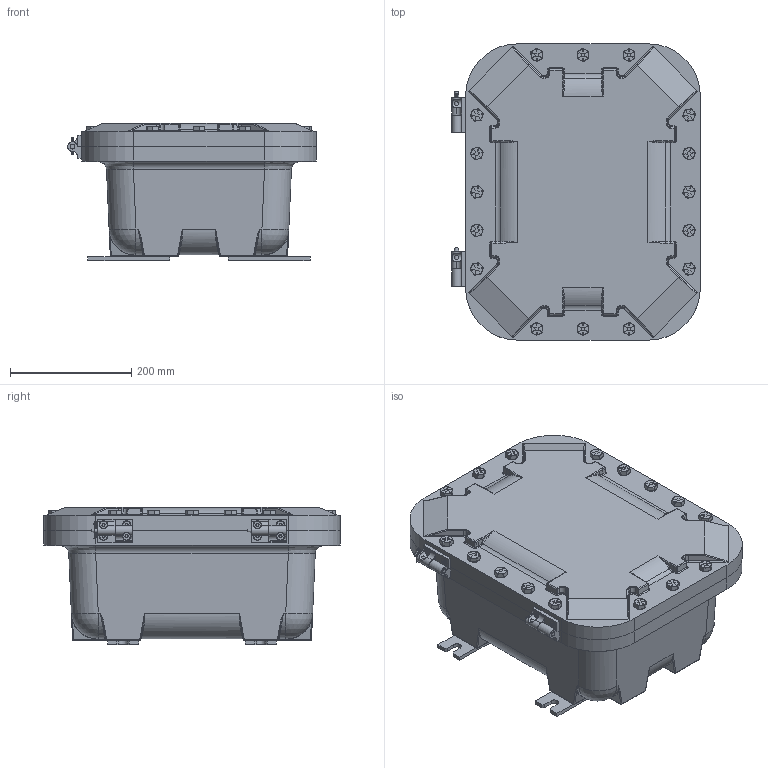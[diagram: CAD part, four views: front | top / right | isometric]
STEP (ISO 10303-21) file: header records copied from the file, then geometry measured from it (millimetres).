
FILE_DESCRIPTION(/* description */ (''),/* implementation_level */ '2;1');
FILE_NAME(/* name */ 'KIL_EXB-10146 N34.stp',/* time_stamp */ '2017-11-21T14:40:57+05:00',/* author */ ('ypadmaraja'),/* organization */ (''),/* preprocessor_version */ 'ST-DEVELOPER v16.13',/* originating_system */ 'Autodesk Inventor 2018',/* authorisation */ '');
FILE_SCHEMA (('AUTOMOTIVE_DESIGN { 1 0 10303 214 3 1 1 }'));
Products named in the file (14): EXB-10146 N34; 17592; 17589ABCM; 0106275B; Hinge 11B; 18094; Hinge 11T; 18095; 18093; SAE J487a - 1/8 x 3/4    Extended Prong Square Cut Type; 16972AAAB; 14729-gasket-03; 18147AABB; 0720361B
Assembly tree (46 placements, depth 3):
  EXB-10146 N34
    17592
    17589ABCM
    0106275B  x4
    Hinge 11B
      18094
      18093
    Hinge 11T
      18095
      18093
      SAE J487a - 1/8 x 3/4    Extended Prong Square Cut Type
    16972AAAB  x8
    18147AABB  x8
    14729-gasket-03
    0720361B  x16
Bounding box: 410.31 x 488.95 x 226.22 mm (x, y, z)
Volume: 14194867.8 mm3; surface area: 1425870.6 mm2
Topology: 46 solids, 47 shells, 3749 faces, 9675 edges, 6071 vertices
Faces by surface type: plane 2254, bspline 538, cylinder 484, cone 358, torus 76, sphere 39
Full cylindrical faces by diameter (mm): 2.779 x1, 3.962 x4, 4.978 x4, 5.613 x4, 6.198 x8, 6.35 x4, 6.746 x8, 7.798 x16, 8.075 x2, 8.077 x4, 9.286 x8, 10.312 x8, 12.418 x8, 12.423 x16, 13.487 x16, 13.494 x20, 19.05 x16
Entity records: 66824 total; most frequent: CARTESIAN_POINT 22058, ORIENTED_EDGE 9258, DIRECTION 7885, EDGE_CURVE 4629, VERTEX_POINT 2987, AXIS2_PLACEMENT_3D 2686, LINE 2513, VECTOR 2513
